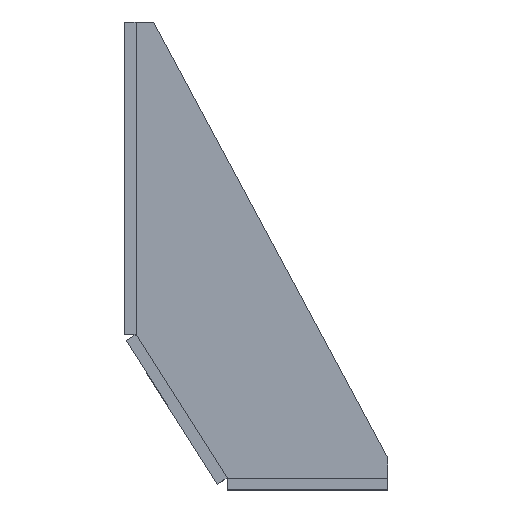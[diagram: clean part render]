
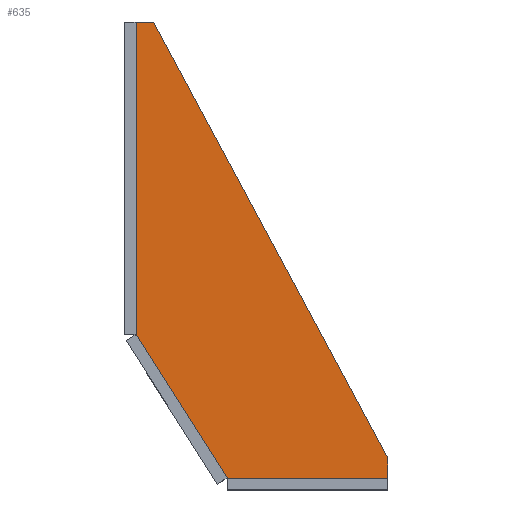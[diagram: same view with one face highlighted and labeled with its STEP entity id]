
A CAD part, top view. The second image highlights one B-rep face of the part: STEP entity #635.
In plain terms, the highlighted planar face has unit normal (0, 0, 1).
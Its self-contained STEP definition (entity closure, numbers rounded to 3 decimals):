
#66=ORIENTED_EDGE('',*,*,#248,.T.);
#67=ORIENTED_EDGE('',*,*,#249,.T.);
#68=ORIENTED_EDGE('',*,*,#250,.T.);
#69=ORIENTED_EDGE('',*,*,#247,.T.);
#70=ORIENTED_EDGE('',*,*,#251,.T.);
#71=ORIENTED_EDGE('',*,*,#252,.T.);
#72=ORIENTED_EDGE('',*,*,#253,.T.);
#73=ORIENTED_EDGE('',*,*,#254,.T.);
#74=ORIENTED_EDGE('',*,*,#255,.T.);
#75=ORIENTED_EDGE('',*,*,#256,.T.);
#247=EDGE_CURVE('',#336,#337,#400,.T.);
#248=EDGE_CURVE('',#338,#339,#401,.T.);
#249=EDGE_CURVE('',#339,#340,#402,.T.);
#250=EDGE_CURVE('',#340,#336,#403,.T.);
#251=EDGE_CURVE('',#337,#341,#404,.T.);
#252=EDGE_CURVE('',#341,#342,#405,.T.);
#253=EDGE_CURVE('',#342,#343,#406,.T.);
#254=EDGE_CURVE('',#343,#344,#407,.T.);
#255=EDGE_CURVE('',#344,#345,#408,.T.);
#256=EDGE_CURVE('',#345,#338,#409,.T.);
#336=VERTEX_POINT('',#939);
#337=VERTEX_POINT('',#941);
#338=VERTEX_POINT('',#945);
#339=VERTEX_POINT('',#946);
#340=VERTEX_POINT('',#948);
#341=VERTEX_POINT('',#951);
#342=VERTEX_POINT('',#953);
#343=VERTEX_POINT('',#955);
#344=VERTEX_POINT('',#957);
#345=VERTEX_POINT('',#959);
#400=LINE('',#942,#471);
#401=LINE('',#944,#472);
#402=LINE('',#947,#473);
#403=LINE('',#949,#474);
#404=LINE('',#950,#475);
#405=LINE('',#952,#476);
#406=LINE('',#954,#477);
#407=LINE('',#956,#478);
#408=LINE('',#958,#479);
#409=LINE('',#960,#480);
#471=VECTOR('',#754,1000.);
#472=VECTOR('',#757,1000.);
#473=VECTOR('',#758,1000.);
#474=VECTOR('',#759,1000.);
#475=VECTOR('',#760,1000.);
#476=VECTOR('',#761,1000.);
#477=VECTOR('',#762,1000.);
#478=VECTOR('',#763,1000.);
#479=VECTOR('',#764,1000.);
#480=VECTOR('',#765,1000.);
#533=EDGE_LOOP('',(#66,#67,#68,#69,#70,#71,#72,#73,#74,#75));
#572=FACE_BOUND('',#533,.T.);
#611=PLANE('',#681);
#635=ADVANCED_FACE('',(#572),#611,.T.);
#681=AXIS2_PLACEMENT_3D('',#943,#755,#756);
#754=DIRECTION('',(0.536,-0.844,0.));
#755=DIRECTION('',(0.,0.,1.));
#756=DIRECTION('',(1.,0.,0.));
#757=DIRECTION('',(0.,-1.,0.));
#758=DIRECTION('',(1.,0.,0.));
#759=DIRECTION('',(-0.844,-0.536,0.));
#760=DIRECTION('',(0.826,0.564,0.));
#761=DIRECTION('',(0.,-1.,0.));
#762=DIRECTION('',(1.,0.,0.));
#763=DIRECTION('',(0.,1.,0.));
#764=DIRECTION('',(-0.473,0.881,0.));
#765=DIRECTION('',(-1.,0.,0.));
#939=CARTESIAN_POINT('',(4.005,53.154,-17.));
#941=CARTESIAN_POINT('',(35.122,4.122,-17.));
#942=CARTESIAN_POINT('',(4.,53.162,-17.));
#943=CARTESIAN_POINT('',(0.,0.,-17.));
#944=CARTESIAN_POINT('',(4.,160.,-17.));
#945=CARTESIAN_POINT('',(4.,160.,-17.));
#946=CARTESIAN_POINT('',(4.,53.172,-17.));
#947=CARTESIAN_POINT('',(0.,53.172,-17.));
#948=CARTESIAN_POINT('',(4.034,53.172,-17.));
#949=CARTESIAN_POINT('',(-22.897,36.081,-17.));
#950=CARTESIAN_POINT('',(9.25,-13.545,-17.));
#951=CARTESIAN_POINT('',(35.209,4.182,-17.));
#952=CARTESIAN_POINT('',(35.209,0.,-17.));
#953=CARTESIAN_POINT('',(35.209,4.,-17.));
#954=CARTESIAN_POINT('',(35.199,4.,-17.));
#955=CARTESIAN_POINT('',(90.,4.,-17.));
#956=CARTESIAN_POINT('',(90.,4.,-17.));
#957=CARTESIAN_POINT('',(90.,11.,-17.));
#958=CARTESIAN_POINT('',(90.,11.,-17.));
#959=CARTESIAN_POINT('',(10.,160.,-17.));
#960=CARTESIAN_POINT('',(10.,160.,-17.));
